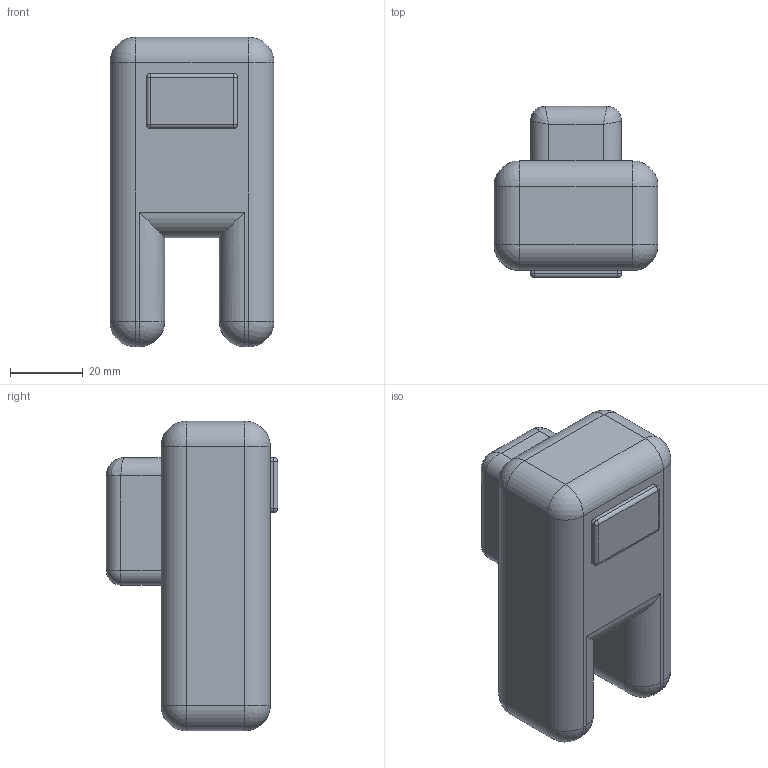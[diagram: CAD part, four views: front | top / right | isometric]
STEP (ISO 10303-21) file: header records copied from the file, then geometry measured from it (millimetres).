
FILE_DESCRIPTION(/* description */ (''),/* implementation_level */ '2;1');
FILE_NAME(/* name */ 'amogus crewmate.step',/* time_stamp */ '2022-03-02T14:57:33+01:00',/* author */ (''),/* organization */ (''),/* preprocessor_version */ 'ST-DEVELOPER v18.1',/* originating_system */ 'Autodesk Translation Framework v10.13.0.1454',/* authorisation */ '');
FILE_SCHEMA (('AUTOMOTIVE_DESIGN { 1 0 10303 214 3 1 1 }'));
Length unit declared in the file: millimetre
Products named in the file (1): amogus
Bounding box: 45 x 47 x 85 mm (x, y, z)
Volume: 106374.1 mm3; surface area: 17891 mm2
Topology: 3 solids, 3 shells, 80 faces, 160 edges, 84 vertices
Faces by surface type: cylinder 38, plane 22, sphere 18, bspline 2
Entity records: 2212 total; most frequent: CARTESIAN_POINT 499, DIRECTION 380, ORIENTED_EDGE 316, EDGE_CURVE 158, AXIS2_PLACEMENT_3D 147, LINE 86, VECTOR 86, VERTEX_POINT 84
